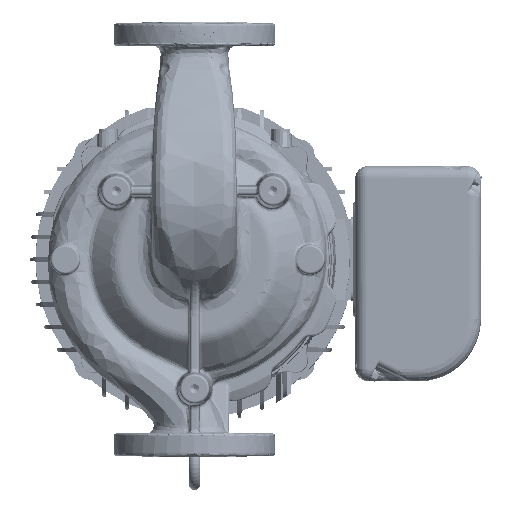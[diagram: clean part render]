
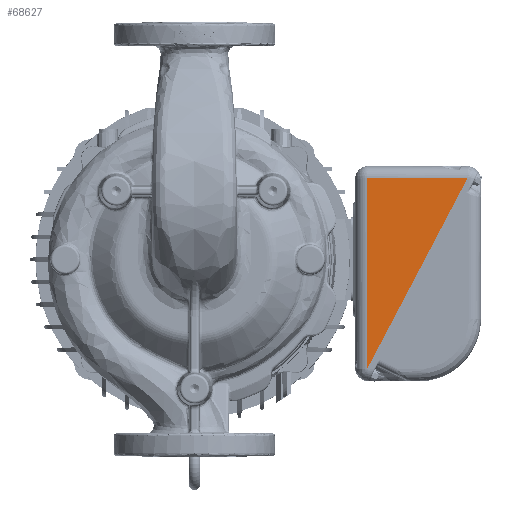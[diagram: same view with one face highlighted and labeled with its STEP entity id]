
A CAD part, front view. The second image highlights one B-rep face of the part: STEP entity #68627.
In plain terms, the highlighted planar face has unit normal (-0.023, -1, 0.012).
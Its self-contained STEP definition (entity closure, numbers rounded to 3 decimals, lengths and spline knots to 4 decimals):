
#3077=PLANE('',#75246);
#11430=FACE_OUTER_BOUND('',#15182,.T.);
#15182=EDGE_LOOP('',(#60833,#60834,#60835,#60836));
#18801=LINE('',#231848,#22374);
#18802=LINE('',#231873,#22375);
#18803=LINE('',#231874,#22376);
#18804=LINE('',#231875,#22377);
#22374=VECTOR('',#91638,39.3701);
#22375=VECTOR('',#91647,39.3701);
#22376=VECTOR('',#91648,39.3701);
#22377=VECTOR('',#91649,39.3701);
#31718=VERTEX_POINT('',#230862);
#31768=VERTEX_POINT('',#231845);
#31769=VERTEX_POINT('',#231847);
#31770=VERTEX_POINT('',#231872);
#42181=EDGE_CURVE('',#31769,#31768,#18801,.T.);
#42185=EDGE_CURVE('',#31768,#31770,#18802,.T.);
#42186=EDGE_CURVE('',#31770,#31718,#18803,.T.);
#42187=EDGE_CURVE('',#31718,#31769,#18804,.T.);
#60833=ORIENTED_EDGE('',*,*,#42181,.T.);
#60834=ORIENTED_EDGE('',*,*,#42185,.T.);
#60835=ORIENTED_EDGE('',*,*,#42186,.T.);
#60836=ORIENTED_EDGE('',*,*,#42187,.T.);
#68627=ADVANCED_FACE('',(#11430),#3077,.T.);
#75246=AXIS2_PLACEMENT_3D('',#231871,#91645,#91646);
#91638=DIRECTION('',(-1.,0.023,0.));
#91645=DIRECTION('center_axis',(-0.023,-1.,
0.012));
#91646=DIRECTION('ref_axis',(-1.,0.023,0.));
#91647=DIRECTION('',(0.,-0.012,-1.));
#91648=DIRECTION('',(0.466,0.,0.885));
#91649=DIRECTION('',(0.466,0.,0.885));
#230862=CARTESIAN_POINT('',(10.9677,11.8292,3.2494));
#231845=CARTESIAN_POINT('',(6.9549,11.9222,3.2561));
#231847=CARTESIAN_POINT('',(10.9712,11.8292,3.2561));
#231848=CARTESIAN_POINT('',(6.7276,11.9275,3.2561));
#231871=CARTESIAN_POINT('Origin',(6.7253,11.8292,-4.813));
#231872=CARTESIAN_POINT('',(6.9549,11.8292,-4.3767));
#231873=CARTESIAN_POINT('',(6.9549,11.8239,-4.8129));
#231874=CARTESIAN_POINT('',(6.7253,11.8292,-4.813));
#231875=CARTESIAN_POINT('',(6.7253,11.8292,-4.813));
